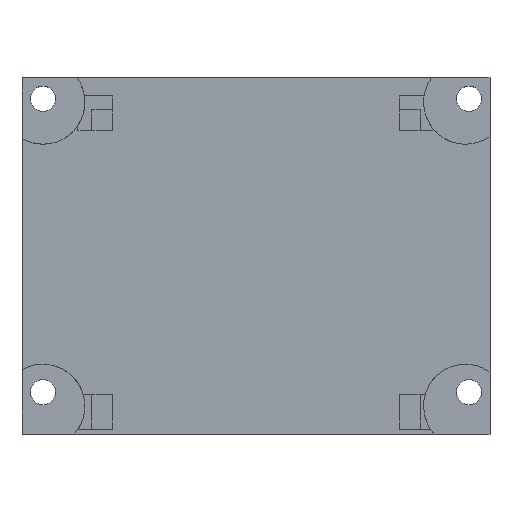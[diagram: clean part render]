
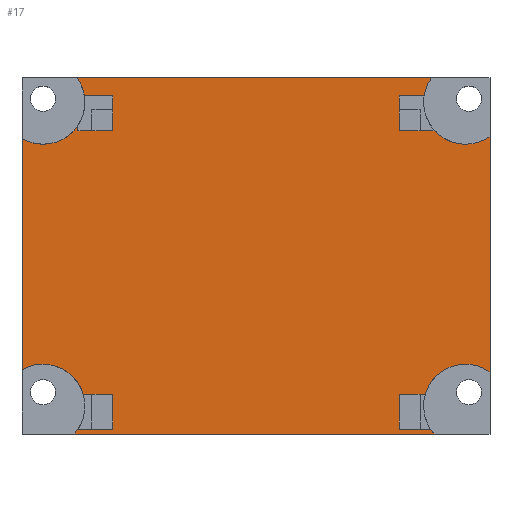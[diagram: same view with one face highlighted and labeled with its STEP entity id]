
A CAD part, top view. The second image highlights one B-rep face of the part: STEP entity #17.
In plain terms, the highlighted planar face has unit normal (0, 0, 1).
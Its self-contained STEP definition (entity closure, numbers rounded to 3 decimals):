
#17 = ADVANCED_FACE('',(#18),#236,.T.);
#18 = FACE_BOUND('',#19,.T.);
#19 = EDGE_LOOP('',(#20,#30,#39,#47,#55,#63,#71,#80,#88,#97,#105,#113,
    #121,#129,#138,#146,#155,#163,#171,#179,#188,#196,#205,#213,#221,
    #229));
#20 = ORIENTED_EDGE('',*,*,#21,.F.);
#21 = EDGE_CURVE('',#22,#24,#26,.T.);
#22 = VERTEX_POINT('',#23);
#23 = CARTESIAN_POINT('',(67.5,42.127,3.));
#24 = VERTEX_POINT('',#25);
#25 = CARTESIAN_POINT('',(67.5,8.373,3.));
#26 = LINE('',#27,#28);
#27 = CARTESIAN_POINT('',(67.5,50.5,3.));
#28 = VECTOR('',#29,1.);
#29 = DIRECTION('',(0.,-1.,0.));
#30 = ORIENTED_EDGE('',*,*,#31,.F.);
#31 = EDGE_CURVE('',#32,#22,#34,.T.);
#32 = VERTEX_POINT('',#33);
#33 = CARTESIAN_POINT('',(59.49,43.043,3.));
#34 = CIRCLE('',#35,6.);
#35 = AXIS2_PLACEMENT_3D('',#36,#37,#38);
#36 = CARTESIAN_POINT('',(64.,47.,3.));
#37 = DIRECTION('',(-0.,0.,1.));
#38 = DIRECTION('',(1.,0.,0.));
#39 = ORIENTED_EDGE('',*,*,#40,.F.);
#40 = EDGE_CURVE('',#41,#32,#43,.T.);
#41 = VERTEX_POINT('',#42);
#42 = CARTESIAN_POINT('',(59.49,42.92,3.));
#43 = LINE('',#44,#45);
#44 = CARTESIAN_POINT('',(59.49,42.92,3.));
#45 = VECTOR('',#46,1.);
#46 = DIRECTION('',(0.,1.,0.));
#47 = ORIENTED_EDGE('',*,*,#48,.F.);
#48 = EDGE_CURVE('',#49,#41,#51,.T.);
#49 = VERTEX_POINT('',#50);
#50 = CARTESIAN_POINT('',(54.49,42.92,3.));
#51 = LINE('',#52,#53);
#52 = CARTESIAN_POINT('',(54.49,42.92,3.));
#53 = VECTOR('',#54,1.);
#54 = DIRECTION('',(1.,0.,0.));
#55 = ORIENTED_EDGE('',*,*,#56,.F.);
#56 = EDGE_CURVE('',#57,#49,#59,.T.);
#57 = VERTEX_POINT('',#58);
#58 = CARTESIAN_POINT('',(54.49,47.92,3.));
#59 = LINE('',#60,#61);
#60 = CARTESIAN_POINT('',(54.49,47.92,3.));
#61 = VECTOR('',#62,1.);
#62 = DIRECTION('',(0.,-1.,0.));
#63 = ORIENTED_EDGE('',*,*,#64,.F.);
#64 = EDGE_CURVE('',#65,#57,#67,.T.);
#65 = VERTEX_POINT('',#66);
#66 = CARTESIAN_POINT('',(58.071,47.92,3.));
#67 = LINE('',#68,#69);
#68 = CARTESIAN_POINT('',(59.49,47.92,3.));
#69 = VECTOR('',#70,1.);
#70 = DIRECTION('',(-1.,0.,0.));
#71 = ORIENTED_EDGE('',*,*,#72,.F.);
#72 = EDGE_CURVE('',#73,#65,#75,.T.);
#73 = VERTEX_POINT('',#74);
#74 = CARTESIAN_POINT('',(59.127,50.5,3.));
#75 = CIRCLE('',#76,6.);
#76 = AXIS2_PLACEMENT_3D('',#77,#78,#79);
#77 = CARTESIAN_POINT('',(64.,47.,3.));
#78 = DIRECTION('',(-0.,0.,1.));
#79 = DIRECTION('',(1.,0.,0.));
#80 = ORIENTED_EDGE('',*,*,#81,.F.);
#81 = EDGE_CURVE('',#82,#73,#84,.T.);
#82 = VERTEX_POINT('',#83);
#83 = CARTESIAN_POINT('',(8.373,50.5,3.));
#84 = LINE('',#85,#86);
#85 = CARTESIAN_POINT('',(0.5,50.5,3.));
#86 = VECTOR('',#87,1.);
#87 = DIRECTION('',(1.,0.,0.));
#88 = ORIENTED_EDGE('',*,*,#89,.F.);
#89 = EDGE_CURVE('',#90,#82,#92,.T.);
#90 = VERTEX_POINT('',#91);
#91 = CARTESIAN_POINT('',(9.429,47.92,3.));
#92 = CIRCLE('',#93,6.);
#93 = AXIS2_PLACEMENT_3D('',#94,#95,#96);
#94 = CARTESIAN_POINT('',(3.5,47.,3.));
#95 = DIRECTION('',(-0.,0.,1.));
#96 = DIRECTION('',(1.,0.,0.));
#97 = ORIENTED_EDGE('',*,*,#98,.T.);
#98 = EDGE_CURVE('',#90,#99,#101,.T.);
#99 = VERTEX_POINT('',#100);
#100 = CARTESIAN_POINT('',(13.5,47.92,3.));
#101 = LINE('',#102,#103);
#102 = CARTESIAN_POINT('',(8.5,47.92,3.));
#103 = VECTOR('',#104,1.);
#104 = DIRECTION('',(1.,0.,0.));
#105 = ORIENTED_EDGE('',*,*,#106,.T.);
#106 = EDGE_CURVE('',#99,#107,#109,.T.);
#107 = VERTEX_POINT('',#108);
#108 = CARTESIAN_POINT('',(13.5,42.92,3.));
#109 = LINE('',#110,#111);
#110 = CARTESIAN_POINT('',(13.5,47.92,3.));
#111 = VECTOR('',#112,1.);
#112 = DIRECTION('',(0.,-1.,0.));
#113 = ORIENTED_EDGE('',*,*,#114,.T.);
#114 = EDGE_CURVE('',#107,#115,#117,.T.);
#115 = VERTEX_POINT('',#116);
#116 = CARTESIAN_POINT('',(8.5,42.92,3.));
#117 = LINE('',#118,#119);
#118 = CARTESIAN_POINT('',(13.5,42.92,3.));
#119 = VECTOR('',#120,1.);
#120 = DIRECTION('',(-1.,0.,0.));
#121 = ORIENTED_EDGE('',*,*,#122,.T.);
#122 = EDGE_CURVE('',#115,#123,#125,.T.);
#123 = VERTEX_POINT('',#124);
#124 = CARTESIAN_POINT('',(8.5,43.683,3.));
#125 = LINE('',#126,#127);
#126 = CARTESIAN_POINT('',(8.5,42.92,3.));
#127 = VECTOR('',#128,1.);
#128 = DIRECTION('',(0.,1.,0.));
#129 = ORIENTED_EDGE('',*,*,#130,.F.);
#130 = EDGE_CURVE('',#131,#123,#133,.T.);
#131 = VERTEX_POINT('',#132);
#132 = CARTESIAN_POINT('',(0.5,41.804,3.));
#133 = CIRCLE('',#134,6.);
#134 = AXIS2_PLACEMENT_3D('',#135,#136,#137);
#135 = CARTESIAN_POINT('',(3.5,47.,3.));
#136 = DIRECTION('',(-0.,0.,1.));
#137 = DIRECTION('',(1.,0.,0.));
#138 = ORIENTED_EDGE('',*,*,#139,.F.);
#139 = EDGE_CURVE('',#140,#131,#142,.T.);
#140 = VERTEX_POINT('',#141);
#141 = CARTESIAN_POINT('',(0.5,8.696,3.));
#142 = LINE('',#143,#144);
#143 = CARTESIAN_POINT('',(0.5,-0.5,3.));
#144 = VECTOR('',#145,1.);
#145 = DIRECTION('',(0.,1.,0.));
#146 = ORIENTED_EDGE('',*,*,#147,.F.);
#147 = EDGE_CURVE('',#148,#140,#150,.T.);
#148 = VERTEX_POINT('',#149);
#149 = CARTESIAN_POINT('',(9.254,5.2,3.));
#150 = CIRCLE('',#151,6.);
#151 = AXIS2_PLACEMENT_3D('',#152,#153,#154);
#152 = CARTESIAN_POINT('',(3.5,3.5,3.));
#153 = DIRECTION('',(-0.,0.,1.));
#154 = DIRECTION('',(1.,0.,0.));
#155 = ORIENTED_EDGE('',*,*,#156,.T.);
#156 = EDGE_CURVE('',#148,#157,#159,.T.);
#157 = VERTEX_POINT('',#158);
#158 = CARTESIAN_POINT('',(13.5,5.2,3.));
#159 = LINE('',#160,#161);
#160 = CARTESIAN_POINT('',(8.5,5.2,3.));
#161 = VECTOR('',#162,1.);
#162 = DIRECTION('',(1.,0.,0.));
#163 = ORIENTED_EDGE('',*,*,#164,.T.);
#164 = EDGE_CURVE('',#157,#165,#167,.T.);
#165 = VERTEX_POINT('',#166);
#166 = CARTESIAN_POINT('',(13.5,0.2,3.));
#167 = LINE('',#168,#169);
#168 = CARTESIAN_POINT('',(13.5,5.2,3.));
#169 = VECTOR('',#170,1.);
#170 = DIRECTION('',(0.,-1.,0.));
#171 = ORIENTED_EDGE('',*,*,#172,.T.);
#172 = EDGE_CURVE('',#165,#173,#175,.T.);
#173 = VERTEX_POINT('',#174);
#174 = CARTESIAN_POINT('',(8.511,0.2,3.));
#175 = LINE('',#176,#177);
#176 = CARTESIAN_POINT('',(13.5,0.2,3.));
#177 = VECTOR('',#178,1.);
#178 = DIRECTION('',(-1.,0.,0.));
#179 = ORIENTED_EDGE('',*,*,#180,.F.);
#180 = EDGE_CURVE('',#181,#173,#183,.T.);
#181 = VERTEX_POINT('',#182);
#182 = CARTESIAN_POINT('',(7.972,-0.5,3.));
#183 = CIRCLE('',#184,6.);
#184 = AXIS2_PLACEMENT_3D('',#185,#186,#187);
#185 = CARTESIAN_POINT('',(3.5,3.5,3.));
#186 = DIRECTION('',(-0.,0.,1.));
#187 = DIRECTION('',(1.,0.,0.));
#188 = ORIENTED_EDGE('',*,*,#189,.F.);
#189 = EDGE_CURVE('',#190,#181,#192,.T.);
#190 = VERTEX_POINT('',#191);
#191 = CARTESIAN_POINT('',(59.528,-0.5,3.));
#192 = LINE('',#193,#194);
#193 = CARTESIAN_POINT('',(67.5,-0.5,3.));
#194 = VECTOR('',#195,1.);
#195 = DIRECTION('',(-1.,-0.,0.));
#196 = ORIENTED_EDGE('',*,*,#197,.F.);
#197 = EDGE_CURVE('',#198,#190,#200,.T.);
#198 = VERTEX_POINT('',#199);
#199 = CARTESIAN_POINT('',(58.989,0.2,3.));
#200 = CIRCLE('',#201,6.);
#201 = AXIS2_PLACEMENT_3D('',#202,#203,#204);
#202 = CARTESIAN_POINT('',(64.,3.5,3.));
#203 = DIRECTION('',(-0.,0.,1.));
#204 = DIRECTION('',(1.,0.,0.));
#205 = ORIENTED_EDGE('',*,*,#206,.T.);
#206 = EDGE_CURVE('',#198,#207,#209,.T.);
#207 = VERTEX_POINT('',#208);
#208 = CARTESIAN_POINT('',(54.49,0.2,3.));
#209 = LINE('',#210,#211);
#210 = CARTESIAN_POINT('',(59.49,0.2,3.));
#211 = VECTOR('',#212,1.);
#212 = DIRECTION('',(-1.,0.,0.));
#213 = ORIENTED_EDGE('',*,*,#214,.T.);
#214 = EDGE_CURVE('',#207,#215,#217,.T.);
#215 = VERTEX_POINT('',#216);
#216 = CARTESIAN_POINT('',(54.49,5.2,3.));
#217 = LINE('',#218,#219);
#218 = CARTESIAN_POINT('',(54.49,0.2,3.));
#219 = VECTOR('',#220,1.);
#220 = DIRECTION('',(0.,1.,0.));
#221 = ORIENTED_EDGE('',*,*,#222,.T.);
#222 = EDGE_CURVE('',#215,#223,#225,.T.);
#223 = VERTEX_POINT('',#224);
#224 = CARTESIAN_POINT('',(58.246,5.2,3.));
#225 = LINE('',#226,#227);
#226 = CARTESIAN_POINT('',(54.49,5.2,3.));
#227 = VECTOR('',#228,1.);
#228 = DIRECTION('',(1.,0.,0.));
#229 = ORIENTED_EDGE('',*,*,#230,.F.);
#230 = EDGE_CURVE('',#24,#223,#231,.T.);
#231 = CIRCLE('',#232,6.);
#232 = AXIS2_PLACEMENT_3D('',#233,#234,#235);
#233 = CARTESIAN_POINT('',(64.,3.5,3.));
#234 = DIRECTION('',(-0.,0.,1.));
#235 = DIRECTION('',(1.,0.,0.));
#236 = PLANE('',#237);
#237 = AXIS2_PLACEMENT_3D('',#238,#239,#240);
#238 = CARTESIAN_POINT('',(34.,25.,3.));
#239 = DIRECTION('',(0.,0.,1.));
#240 = DIRECTION('',(0.,1.,0.));
